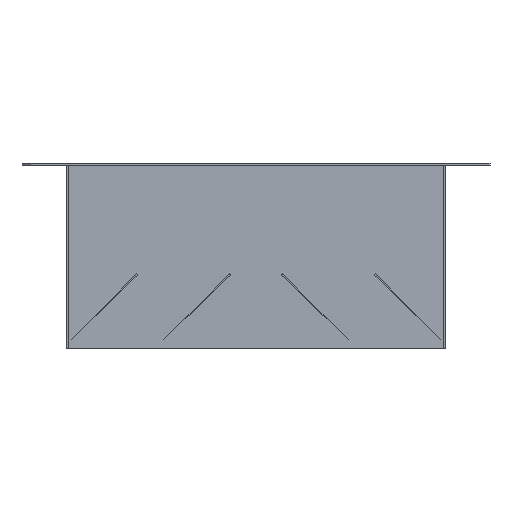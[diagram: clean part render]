
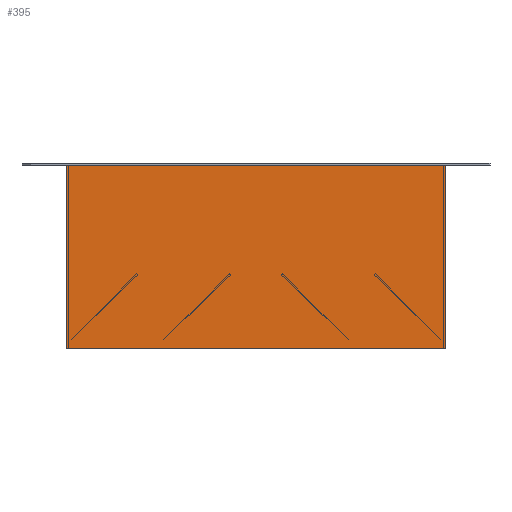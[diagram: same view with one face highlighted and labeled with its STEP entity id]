
A CAD part, front view. The second image highlights one B-rep face of the part: STEP entity #395.
In plain terms, the highlighted planar face has unit normal (0, -1, 0).
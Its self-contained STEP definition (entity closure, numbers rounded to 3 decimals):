
#4 = DIRECTION ( 'NONE',  ( 0., -1., 0. ) ) ;
#17 = LINE ( 'NONE', #467, #846 ) ;
#25 = DIRECTION ( 'NONE',  ( 0., 0., -1. ) ) ;
#85 = FACE_OUTER_BOUND ( 'NONE', #1056, .T. ) ;
#106 = EDGE_CURVE ( 'NONE', #1781, #1675, #982, .T. ) ;
#172 = CARTESIAN_POINT ( 'NONE',  ( 204.5, -204.5, -200. ) ) ;
#275 = VERTEX_POINT ( 'NONE', #426 ) ;
#307 = CARTESIAN_POINT ( 'NONE',  ( 204.5, -204.5, -200. ) ) ;
#347 = VECTOR ( 'NONE', #1222, 1000. ) ;
#360 = VERTEX_POINT ( 'NONE', #307 ) ;
#395 = ADVANCED_FACE ( 'NONE', ( #85 ), #1780, .T. ) ;
#426 = CARTESIAN_POINT ( 'NONE',  ( 204.5, -204.5, -2. ) ) ;
#431 = CARTESIAN_POINT ( 'NONE',  ( -204.5, -204.5, -2. ) ) ;
#467 = CARTESIAN_POINT ( 'NONE',  ( 204.5, -204.5, -200. ) ) ;
#492 = LINE ( 'NONE', #172, #347 ) ;
#565 = EDGE_CURVE ( 'NONE', #1675, #275, #706, .T. ) ;
#706 = LINE ( 'NONE', #1226, #1238 ) ;
#846 = VECTOR ( 'NONE', #1087, 1000. ) ;
#864 = EDGE_CURVE ( 'NONE', #1781, #360, #492, .T. ) ;
#934 = ORIENTED_EDGE ( 'NONE', *, *, #1753, .T. ) ;
#962 = ORIENTED_EDGE ( 'NONE', *, *, #565, .F. ) ;
#982 = LINE ( 'NONE', #1823, #1627 ) ;
#1039 = AXIS2_PLACEMENT_3D ( 'NONE', #1205, #4, #25 ) ;
#1056 = EDGE_LOOP ( 'NONE', ( #962, #1451, #1310, #934 ) ) ;
#1082 = CARTESIAN_POINT ( 'NONE',  ( -204.5, -204.5, -200. ) ) ;
#1087 = DIRECTION ( 'NONE',  ( 0., 0., 1. ) ) ;
#1117 = DIRECTION ( 'NONE',  ( 0., 0., 1. ) ) ;
#1205 = CARTESIAN_POINT ( 'NONE',  ( 204.5, -204.5, -200. ) ) ;
#1222 = DIRECTION ( 'NONE',  ( 1., 0., 0. ) ) ;
#1226 = CARTESIAN_POINT ( 'NONE',  ( 0., -204.5, -2. ) ) ;
#1238 = VECTOR ( 'NONE', #1364, 1000. ) ;
#1310 = ORIENTED_EDGE ( 'NONE', *, *, #864, .T. ) ;
#1364 = DIRECTION ( 'NONE',  ( 1., 0., 0. ) ) ;
#1451 = ORIENTED_EDGE ( 'NONE', *, *, #106, .F. ) ;
#1627 = VECTOR ( 'NONE', #1117, 1000. ) ;
#1675 = VERTEX_POINT ( 'NONE', #431 ) ;
#1753 = EDGE_CURVE ( 'NONE', #360, #275, #17, .T. ) ;
#1780 = PLANE ( 'NONE',  #1039 ) ;
#1781 = VERTEX_POINT ( 'NONE', #1082 ) ;
#1823 = CARTESIAN_POINT ( 'NONE',  ( -204.5, -204.5, -200. ) ) ;
